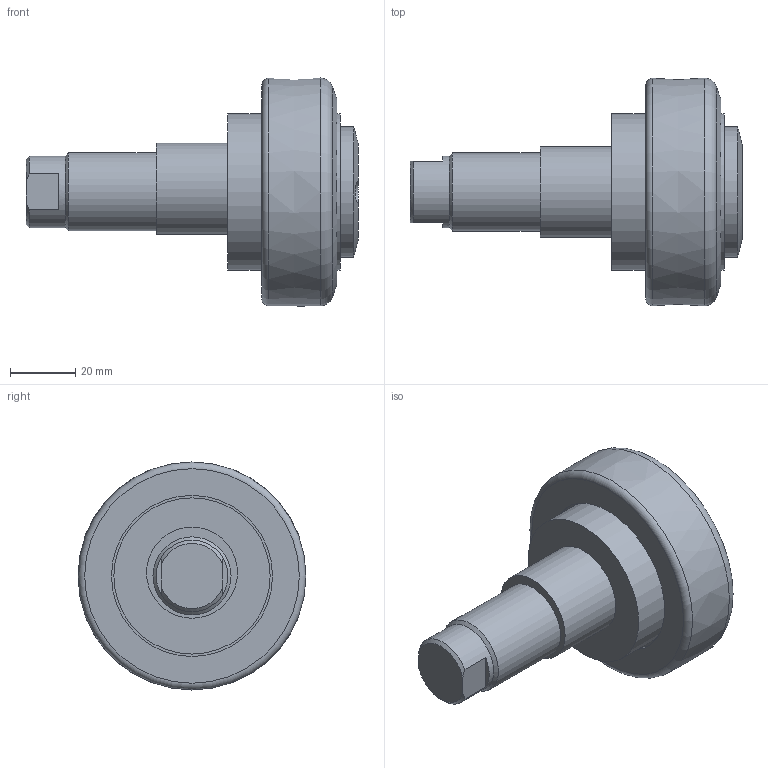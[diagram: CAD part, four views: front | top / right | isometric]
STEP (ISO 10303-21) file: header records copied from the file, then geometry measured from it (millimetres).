
FILE_DESCRIPTION(/* description */ ('-'),/* implementation_level */ '2;1');
FILE_NAME(/* name */ 'ALFATEC_TR070-1360E.stp',/* time_stamp */ '2021-01-27T10:18:51+01:00',/* author */ ('kstaebler'),/* organization */ (''),/* preprocessor_version */ 'ST-DEVELOPER v18.1',/* originating_system */ 'Autodesk Inventor 2020',/* authorisation */ '');
FILE_SCHEMA (('AUTOMOTIVE_DESIGN { 1 0 10303 214 3 1 1 }'));
Length unit declared in the file: millimetre
Products named in the file (1): TR 070.1360E_Kontur
Bounding box: 102 x 70.02 x 70.06 mm (x, y, z)
Volume: 130290 mm3; surface area: 29219.2 mm2
Topology: 2 solids, 2 shells, 73 faces, 194 edges, 141 vertices
Faces by surface type: plane 37, cylinder 24, cone 7, torus 4, bspline 1
Full cylindrical faces by diameter (mm): 3 x2, 6 x2, 6.5 x2, 22 x1, 24 x1, 28 x1, 40 x1, 48 x3, 49.5 x2, 52 x2, 53 x2, 54.4 x2, 57.9 x1
Entity records: 2696 total; most frequent: CARTESIAN_POINT 621, DIRECTION 428, ORIENTED_EDGE 388, EDGE_CURVE 194, AXIS2_PLACEMENT_3D 178, VERTEX_POINT 141, CIRCLE 105, EDGE_LOOP 91
